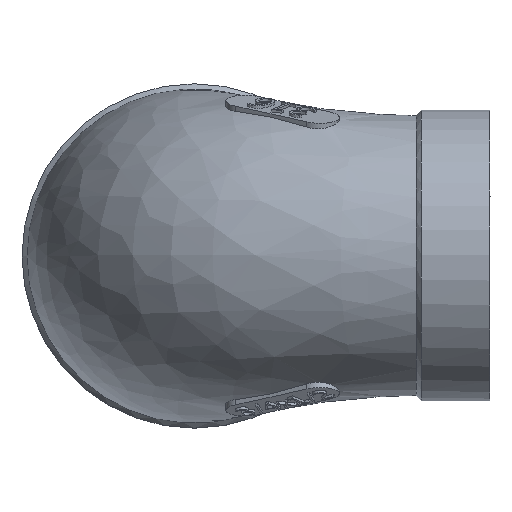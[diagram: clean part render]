
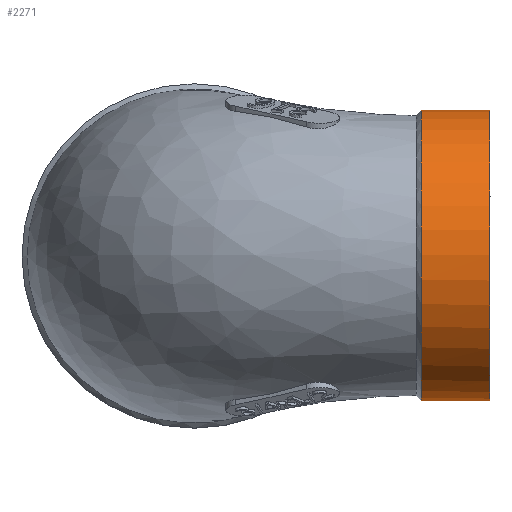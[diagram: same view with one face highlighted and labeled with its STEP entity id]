
A CAD part, top view. The second image highlights one B-rep face of the part: STEP entity #2271.
In plain terms, the highlighted cylindrical face has radius 13.75 mm (diameter 27.5 mm), a full revolution.
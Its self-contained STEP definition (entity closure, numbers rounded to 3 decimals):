
#25=CYLINDRICAL_SURFACE('',#2422,13.75);
#621=CIRCLE('',#2420,13.75);
#623=CIRCLE('',#2423,13.75);
#728=ORIENTED_EDGE('',*,*,#1396,.T.);
#729=ORIENTED_EDGE('',*,*,#1392,.T.);
#1392=EDGE_CURVE('',#1726,#1726,#621,.T.);
#1396=EDGE_CURVE('',#1729,#1729,#623,.F.);
#1726=VERTEX_POINT('',#3970);
#1729=VERTEX_POINT('',#3991);
#1950=EDGE_LOOP('',(#728));
#1951=EDGE_LOOP('',(#729));
#2103=FACE_BOUND('',#1950,.T.);
#2104=FACE_BOUND('',#1951,.T.);
#2271=ADVANCED_FACE('',(#2103,#2104),#25,.T.);
#2420=AXIS2_PLACEMENT_3D('',#3969,#2605,#2606);
#2422=AXIS2_PLACEMENT_3D('',#3989,#2609,#2610);
#2423=AXIS2_PLACEMENT_3D('',#3990,#2611,#2612);
#2605=DIRECTION('',(-1.,0.,0.));
#2606=DIRECTION('',(0.,1.,0.));
#2609=DIRECTION('',(1.,0.,0.));
#2610=DIRECTION('',(0.,0.,-1.));
#2611=DIRECTION('',(-1.,0.,0.));
#2612=DIRECTION('',(0.,0.,1.));
#3969=CARTESIAN_POINT('',(0.,0.,26.5));
#3970=CARTESIAN_POINT('',(0.,13.75,26.5));
#3989=CARTESIAN_POINT('',(-7.,0.,26.5));
#3990=CARTESIAN_POINT('',(-6.5,0.,26.5));
#3991=CARTESIAN_POINT('',(-6.5,0.,40.25));
